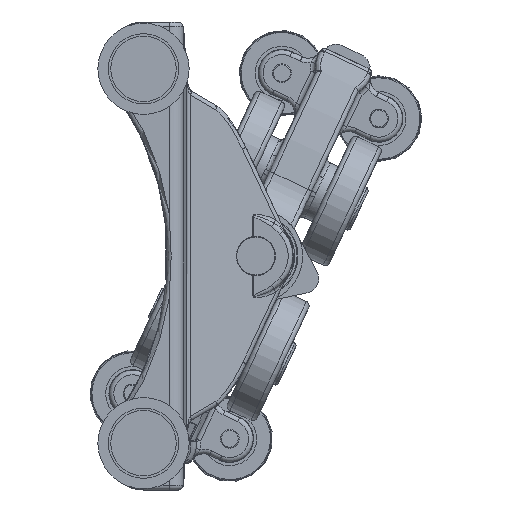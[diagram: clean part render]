
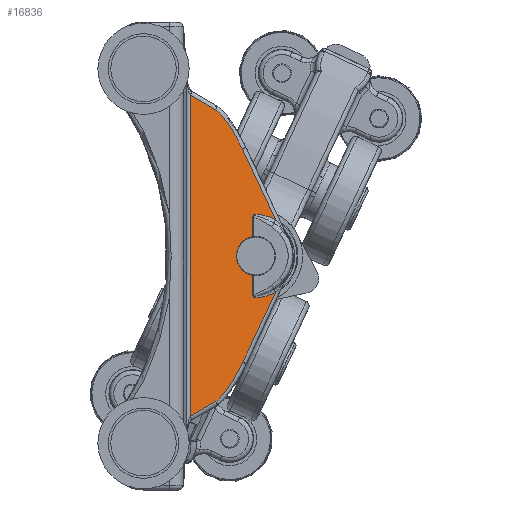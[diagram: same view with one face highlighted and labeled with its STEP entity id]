
A CAD part, front view. The second image highlights one B-rep face of the part: STEP entity #16836.
In plain terms, the highlighted planar face has unit normal (0.208, -0.978, 0).
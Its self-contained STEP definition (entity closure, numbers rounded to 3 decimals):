
#764=ELLIPSE('',#18344,4.282,4.188);
#765=ELLIPSE('',#18345,9.099,8.9);
#766=ELLIPSE('',#18346,8.97,2.);
#767=ELLIPSE('',#18347,8.97,2.);
#768=ELLIPSE('',#18348,9.099,8.9);
#883=PLANE('',#18343);
#1131=LINE('',#25887,#1890);
#1134=LINE('',#26049,#1893);
#1135=LINE('',#26055,#1894);
#1136=LINE('',#26059,#1895);
#1137=LINE('',#26061,#1896);
#1138=LINE('',#26063,#1897);
#1139=LINE('',#26067,#1898);
#1890=VECTOR('',#20583,10.);
#1893=VECTOR('',#20600,10.);
#1894=VECTOR('',#20607,10.);
#1895=VECTOR('',#20610,10.);
#1896=VECTOR('',#20611,10.);
#1897=VECTOR('',#20612,10.);
#1898=VECTOR('',#20615,10.);
#2966=FACE_OUTER_BOUND('',#3985,.T.);
#3985=EDGE_LOOP('',(#11316,#11317,#11318,#11319,#11320,#11321,#11322,#11323,
#11324,#11325,#11326,#11327,#11328,#11329));
#6330=B_SPLINE_CURVE_WITH_KNOTS('',3,(#25858,#25859,#25860,#25861,#25862,
#25863,#25864,#25865,#25866,#25867),.UNSPECIFIED.,.F.,.F.,(4,1,1,1,1,2,
4),(-0.047,-0.038,-0.019,-0.009,
-0.005,0.,0.),.UNSPECIFIED.);
#6339=B_SPLINE_CURVE_WITH_KNOTS('',3,(#26032,#26033,#26034,#26035,#26036,
#26037,#26038,#26039,#26040,#26041,#26042),.UNSPECIFIED.,.F.,.F.,(4,2,1,
1,1,1,1,4),(-0.047,-0.047,-0.038,
-0.033,-0.028,-0.019,-0.009,
0.),.UNSPECIFIED.);
#6884=VERTEX_POINT('',#25856);
#6885=VERTEX_POINT('',#25857);
#6888=VERTEX_POINT('',#25882);
#6897=VERTEX_POINT('',#26018);
#6898=VERTEX_POINT('',#26020);
#6899=VERTEX_POINT('',#26044);
#6900=VERTEX_POINT('',#26052);
#6901=VERTEX_POINT('',#26054);
#6902=VERTEX_POINT('',#26056);
#6903=VERTEX_POINT('',#26058);
#6904=VERTEX_POINT('',#26060);
#6905=VERTEX_POINT('',#26062);
#6906=VERTEX_POINT('',#26064);
#6907=VERTEX_POINT('',#26066);
#8612=EDGE_CURVE('',#6884,#6885,#6330,.T.);
#8616=EDGE_CURVE('',#6888,#6884,#1131,.T.);
#8630=EDGE_CURVE('',#6898,#6897,#6339,.T.);
#8632=EDGE_CURVE('',#6897,#6899,#1134,.T.);
#8633=EDGE_CURVE('',#6888,#6899,#764,.T.);
#8634=EDGE_CURVE('',#6900,#6898,#765,.T.);
#8635=EDGE_CURVE('',#6901,#6900,#1135,.T.);
#8636=EDGE_CURVE('',#6902,#6901,#766,.T.);
#8637=EDGE_CURVE('',#6903,#6902,#1136,.T.);
#8638=EDGE_CURVE('',#6904,#6903,#1137,.T.);
#8639=EDGE_CURVE('',#6905,#6904,#1138,.T.);
#8640=EDGE_CURVE('',#6906,#6905,#767,.T.);
#8641=EDGE_CURVE('',#6907,#6906,#1139,.T.);
#8642=EDGE_CURVE('',#6885,#6907,#768,.T.);
#11316=ORIENTED_EDGE('',*,*,#8616,.F.);
#11317=ORIENTED_EDGE('',*,*,#8633,.T.);
#11318=ORIENTED_EDGE('',*,*,#8632,.F.);
#11319=ORIENTED_EDGE('',*,*,#8630,.F.);
#11320=ORIENTED_EDGE('',*,*,#8634,.F.);
#11321=ORIENTED_EDGE('',*,*,#8635,.F.);
#11322=ORIENTED_EDGE('',*,*,#8636,.F.);
#11323=ORIENTED_EDGE('',*,*,#8637,.F.);
#11324=ORIENTED_EDGE('',*,*,#8638,.F.);
#11325=ORIENTED_EDGE('',*,*,#8639,.F.);
#11326=ORIENTED_EDGE('',*,*,#8640,.F.);
#11327=ORIENTED_EDGE('',*,*,#8641,.F.);
#11328=ORIENTED_EDGE('',*,*,#8642,.F.);
#11329=ORIENTED_EDGE('',*,*,#8612,.F.);
#16836=ADVANCED_FACE('',(#2966),#883,.T.);
#18343=AXIS2_PLACEMENT_3D('',#26050,#20601,#20602);
#18344=AXIS2_PLACEMENT_3D('',#26051,#20603,#20604);
#18345=AXIS2_PLACEMENT_3D('',#26053,#20605,#20606);
#18346=AXIS2_PLACEMENT_3D('',#26057,#20608,#20609);
#18347=AXIS2_PLACEMENT_3D('',#26065,#20613,#20614);
#18348=AXIS2_PLACEMENT_3D('',#26068,#20616,#20617);
#20583=DIRECTION('',(0.,0.,-1.));
#20600=DIRECTION('',(0.,0.,-1.));
#20601=DIRECTION('center_axis',(0.208,-0.978,0.));
#20602=DIRECTION('ref_axis',(0.978,0.208,0.));
#20603=DIRECTION('center_axis',(-0.208,0.978,0.));
#20604=DIRECTION('ref_axis',(-0.978,-0.208,0.));
#20605=DIRECTION('center_axis',(0.208,-0.978,0.));
#20606=DIRECTION('ref_axis',(0.978,0.208,0.));
#20607=DIRECTION('',(0.421,0.089,-0.903));
#20608=DIRECTION('center_axis',(-0.208,0.978,0.));
#20609=DIRECTION('ref_axis',(-0.459,-0.098,0.883));
#20610=DIRECTION('',(0.849,0.181,-0.496));
#20611=DIRECTION('',(0.,0.,1.));
#20612=DIRECTION('',(-0.849,-0.181,-0.496));
#20613=DIRECTION('center_axis',(-0.208,0.978,0.));
#20614=DIRECTION('ref_axis',(-0.459,-0.098,-0.883));
#20615=DIRECTION('',(-0.421,-0.089,-0.903));
#20616=DIRECTION('center_axis',(0.208,-0.978,0.));
#20617=DIRECTION('ref_axis',(0.978,0.208,0.));
#25856=CARTESIAN_POINT('',(-0.656,-4.02,-8.494));
#25857=CARTESIAN_POINT('',(-0.461,-3.978,-8.896));
#25858=CARTESIAN_POINT('Ctrl Pts',(-0.656,-4.02,
-8.494));
#25859=CARTESIAN_POINT('Ctrl Pts',(-0.656,-4.02,
-8.526));
#25860=CARTESIAN_POINT('Ctrl Pts',(-0.65,-4.018,
-8.622));
#25861=CARTESIAN_POINT('Ctrl Pts',(-0.617,-4.011,
-8.745));
#25862=CARTESIAN_POINT('Ctrl Pts',(-0.553,-3.998,
-8.837));
#25863=CARTESIAN_POINT('Ctrl Pts',(-0.506,-3.988,
-8.878));
#25864=CARTESIAN_POINT('Ctrl Pts',(-0.478,-3.982,
-8.892));
#25865=CARTESIAN_POINT('Ctrl Pts',(-0.462,-3.978,
-8.896));
#25866=CARTESIAN_POINT('Ctrl Pts',(-0.461,-3.978,
-8.896));
#25867=CARTESIAN_POINT('Ctrl Pts',(-0.461,-3.978,
-8.896));
#25882=CARTESIAN_POINT('',(-0.656,-4.02,-4.136));
#25887=CARTESIAN_POINT('',(-0.656,-4.02,0.));
#26018=CARTESIAN_POINT('',(-0.656,-4.02,8.494));
#26020=CARTESIAN_POINT('',(-0.461,-3.978,8.896));
#26032=CARTESIAN_POINT('Ctrl Pts',(-0.461,-3.978,
8.896));
#26033=CARTESIAN_POINT('Ctrl Pts',(-0.461,-3.978,
8.896));
#26034=CARTESIAN_POINT('Ctrl Pts',(-0.462,-3.978,
8.896));
#26035=CARTESIAN_POINT('Ctrl Pts',(-0.493,-3.985,
8.888));
#26036=CARTESIAN_POINT('Ctrl Pts',(-0.531,-3.993,
8.859));
#26037=CARTESIAN_POINT('Ctrl Pts',(-0.571,-4.002,
8.811));
#26038=CARTESIAN_POINT('Ctrl Pts',(-0.604,-4.009,
8.757));
#26039=CARTESIAN_POINT('Ctrl Pts',(-0.633,-4.015,
8.683));
#26040=CARTESIAN_POINT('Ctrl Pts',(-0.652,-4.019,
8.59));
#26041=CARTESIAN_POINT('Ctrl Pts',(-0.656,-4.02,
8.526));
#26042=CARTESIAN_POINT('Ctrl Pts',(-0.656,-4.02,
8.494));
#26044=CARTESIAN_POINT('',(-0.656,-4.02,4.136));
#26049=CARTESIAN_POINT('',(-0.656,-4.02,0.));
#26050=CARTESIAN_POINT('Origin',(-14.678,-7.,0.));
#26051=CARTESIAN_POINT('Origin',(0.,-3.88,
0.));
#26052=CARTESIAN_POINT('',(4.222,-2.983,7.719));
#26053=CARTESIAN_POINT('Origin',(-0.208,-3.924,0.));
#26054=CARTESIAN_POINT('',(-2.836,-4.483,22.855));
#26055=CARTESIAN_POINT('',(5.087,-2.799,5.864));
#26056=CARTESIAN_POINT('',(-8.636,-5.716,31.244));
#26057=CARTESIAN_POINT('Origin',(-5.327,-5.013,23.464));
#26058=CARTESIAN_POINT('',(-14.018,-6.86,34.387));
#26059=CARTESIAN_POINT('',(-5.535,-5.057,29.433));
#26060=CARTESIAN_POINT('',(-14.018,-6.86,-34.253));
#26061=CARTESIAN_POINT('',(-14.018,-6.86,0.));
#26062=CARTESIAN_POINT('',(-8.55,-5.698,-31.06));
#26063=CARTESIAN_POINT('',(6.348,-2.531,-22.36));
#26064=CARTESIAN_POINT('',(-2.75,-4.465,-22.671));
#26065=CARTESIAN_POINT('Origin',(-5.241,-4.994,-23.28));
#26066=CARTESIAN_POINT('',(4.222,-2.983,-7.719));
#26067=CARTESIAN_POINT('',(-5.705,-5.093,-29.008));
#26068=CARTESIAN_POINT('Origin',(-0.208,-3.924,0.));
